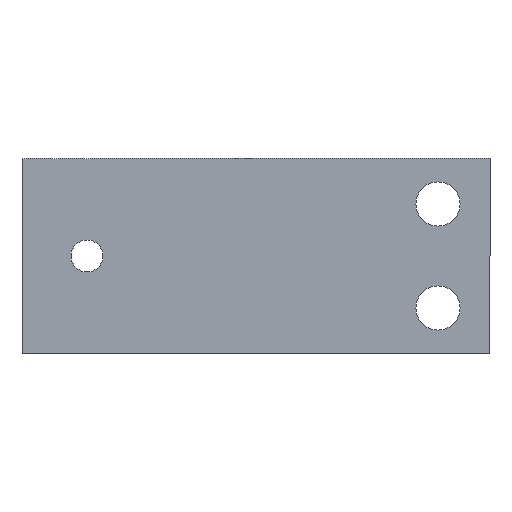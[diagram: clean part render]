
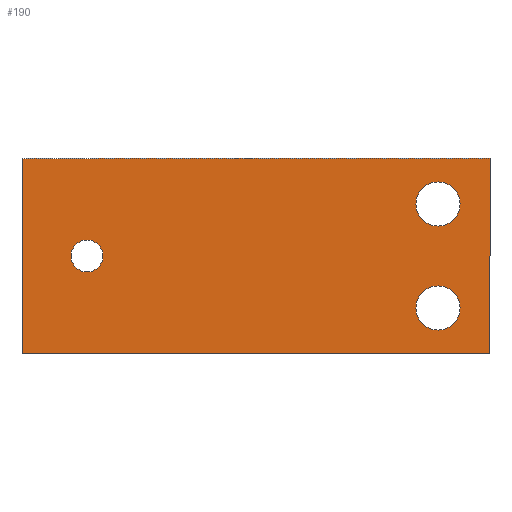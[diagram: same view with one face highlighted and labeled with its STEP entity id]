
A CAD part, left-side view. The second image highlights one B-rep face of the part: STEP entity #190.
In plain terms, the highlighted planar face has unit normal (-1, 0, 0).
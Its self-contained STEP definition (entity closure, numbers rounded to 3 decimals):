
#18=FACE_BOUND('',#48,.T.);
#19=FACE_BOUND('',#49,.T.);
#20=FACE_BOUND('',#50,.T.);
#26=PLANE('',#228);
#35=FACE_OUTER_BOUND('',#47,.T.);
#47=EDGE_LOOP('',(#172,#173,#174,#175));
#48=EDGE_LOOP('',(#176));
#49=EDGE_LOOP('',(#177));
#50=EDGE_LOOP('',(#178));
#54=LINE('',#310,#69);
#58=LINE('',#318,#73);
#61=LINE('',#324,#76);
#64=LINE('',#329,#79);
#69=VECTOR('',#260,10.);
#73=VECTOR('',#266,10.);
#76=VECTOR('',#271,10.);
#79=VECTOR('',#276,10.);
#83=CIRCLE('',#214,1.23);
#86=CIRCLE('',#218,1.7);
#89=CIRCLE('',#222,1.7);
#92=VERTEX_POINT('',#288);
#95=VERTEX_POINT('',#296);
#98=VERTEX_POINT('',#304);
#99=VERTEX_POINT('',#308);
#100=VERTEX_POINT('',#309);
#103=VERTEX_POINT('',#317);
#105=VERTEX_POINT('',#323);
#110=EDGE_CURVE('',#92,#92,#83,.T.);
#114=EDGE_CURVE('',#95,#95,#86,.T.);
#118=EDGE_CURVE('',#98,#98,#89,.T.);
#119=EDGE_CURVE('',#99,#100,#54,.T.);
#123=EDGE_CURVE('',#103,#99,#58,.T.);
#126=EDGE_CURVE('',#105,#103,#61,.T.);
#129=EDGE_CURVE('',#100,#105,#64,.T.);
#172=ORIENTED_EDGE('',*,*,#129,.F.);
#173=ORIENTED_EDGE('',*,*,#119,.F.);
#174=ORIENTED_EDGE('',*,*,#123,.F.);
#175=ORIENTED_EDGE('',*,*,#126,.F.);
#176=ORIENTED_EDGE('',*,*,#110,.T.);
#177=ORIENTED_EDGE('',*,*,#114,.T.);
#178=ORIENTED_EDGE('',*,*,#118,.T.);
#190=ADVANCED_FACE('',(#35,#18,#19,#20),#26,.F.);
#214=AXIS2_PLACEMENT_3D('',#290,#238,#239);
#218=AXIS2_PLACEMENT_3D('',#298,#247,#248);
#222=AXIS2_PLACEMENT_3D('',#306,#256,#257);
#228=AXIS2_PLACEMENT_3D('',#332,#280,#281);
#238=DIRECTION('center_axis',(1.,0.,0.));
#239=DIRECTION('ref_axis',(0.,0.,-1.));
#247=DIRECTION('center_axis',(1.,0.,0.));
#248=DIRECTION('ref_axis',(0.,0.,-1.));
#256=DIRECTION('center_axis',(1.,0.,0.));
#257=DIRECTION('ref_axis',(0.,0.,-1.));
#260=DIRECTION('',(0.,1.,0.));
#266=DIRECTION('',(0.,0.,-1.));
#271=DIRECTION('',(0.,-1.,0.));
#276=DIRECTION('',(0.,0.,1.));
#280=DIRECTION('center_axis',(1.,0.,0.));
#281=DIRECTION('ref_axis',(0.,0.,-1.));
#288=CARTESIAN_POINT('',(0.,31.,-6.271));
#290=CARTESIAN_POINT('Origin',(0.,31.,-7.5));
#296=CARTESIAN_POINT('',(0.,4.,-1.8));
#298=CARTESIAN_POINT('Origin',(0.,4.,-3.5));
#304=CARTESIAN_POINT('',(0.,4.,-9.8));
#306=CARTESIAN_POINT('Origin',(0.,4.,-11.5));
#308=CARTESIAN_POINT('',(0.,0.,-15.));
#309=CARTESIAN_POINT('',(0.,36.,-15.));
#310=CARTESIAN_POINT('',(0.,0.,-15.));
#317=CARTESIAN_POINT('',(0.,0.,0.));
#318=CARTESIAN_POINT('',(0.,0.,0.));
#323=CARTESIAN_POINT('',(0.,36.,0.));
#324=CARTESIAN_POINT('',(0.,36.,0.));
#329=CARTESIAN_POINT('',(0.,36.,-15.));
#332=CARTESIAN_POINT('Origin',(0.,18.,-7.5));
